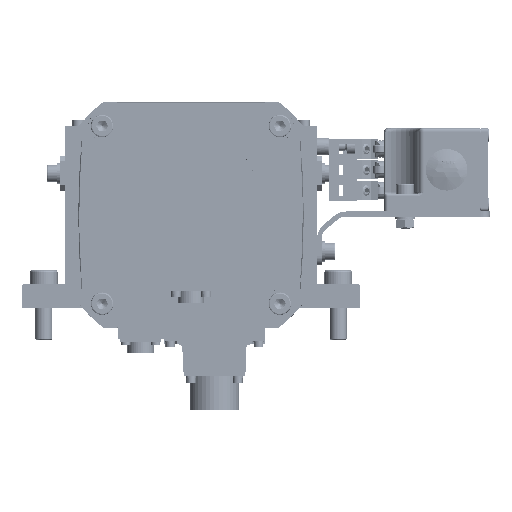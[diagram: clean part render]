
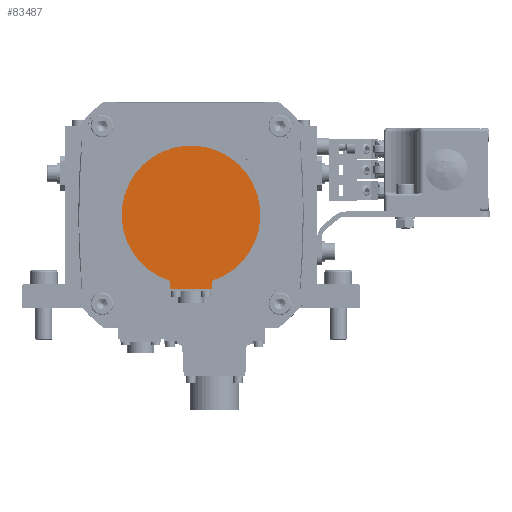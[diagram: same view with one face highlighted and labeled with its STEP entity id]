
A CAD part, front view. The second image highlights one B-rep face of the part: STEP entity #83487.
In plain terms, the highlighted planar face has unit normal (0, -1, 0).
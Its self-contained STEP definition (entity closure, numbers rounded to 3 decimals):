
#3469=LINE('',#116239,#7815);
#3471=LINE('',#116242,#7817);
#3472=LINE('',#116244,#7818);
#7815=VECTOR('',#96302,1000.);
#7817=VECTOR('',#96306,1000.);
#7818=VECTOR('',#96307,1000.);
#14227=ORIENTED_EDGE('',*,*,#28486,.F.);
#14228=ORIENTED_EDGE('',*,*,#28487,.F.);
#14229=ORIENTED_EDGE('',*,*,#28023,.F.);
#14230=ORIENTED_EDGE('',*,*,#28484,.F.);
#28023=EDGE_CURVE('',#35492,#35494,#40667,.T.);
#28484=EDGE_CURVE('',#35889,#35492,#3469,.T.);
#28486=EDGE_CURVE('',#35891,#35889,#3471,.T.);
#28487=EDGE_CURVE('',#35494,#35891,#3472,.T.);
#35492=VERTEX_POINT('',#114578);
#35494=VERTEX_POINT('',#114581);
#35889=VERTEX_POINT('',#116237);
#35891=VERTEX_POINT('',#116243);
#40667=CIRCLE('',#87678,40.);
#43823=EDGE_LOOP('',(#14227,#14228,#14229,#14230));
#49302=FACE_BOUND('',#43823,.T.);
#54179=PLANE('',#87944);
#83487=ADVANCED_FACE('',(#49302),#54179,.F.);
#87678=AXIS2_PLACEMENT_3D('',#114580,#95530,#95531);
#87944=AXIS2_PLACEMENT_3D('',#116241,#96304,#96305);
#95530=DIRECTION('',(0.,1.,0.));
#95531=DIRECTION('',(-0.3,0.,-0.954));
#96302=DIRECTION('',(0.,0.,1.));
#96304=DIRECTION('',(0.,1.,0.));
#96305=DIRECTION('',(-1.,0.,0.));
#96306=DIRECTION('',(-1.,0.,0.));
#96307=DIRECTION('',(0.,0.,-1.));
#114578=CARTESIAN_POINT('',(-12.,-259.,25.842));
#114580=CARTESIAN_POINT('',(0.,-259.,64.));
#114581=CARTESIAN_POINT('',(12.,-259.,25.842));
#116237=CARTESIAN_POINT('',(-12.,-259.,21.5));
#116239=CARTESIAN_POINT('',(-12.,-259.,21.5));
#116241=CARTESIAN_POINT('',(0.,-259.,62.751));
#116242=CARTESIAN_POINT('',(12.,-259.,21.5));
#116243=CARTESIAN_POINT('',(12.,-259.,21.5));
#116244=CARTESIAN_POINT('',(12.,-259.,25.842));
